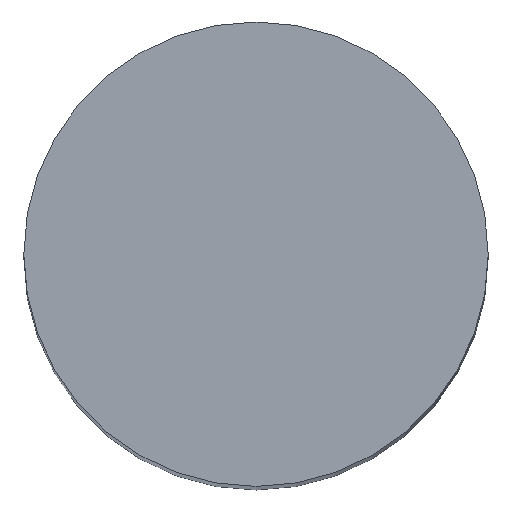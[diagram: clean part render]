
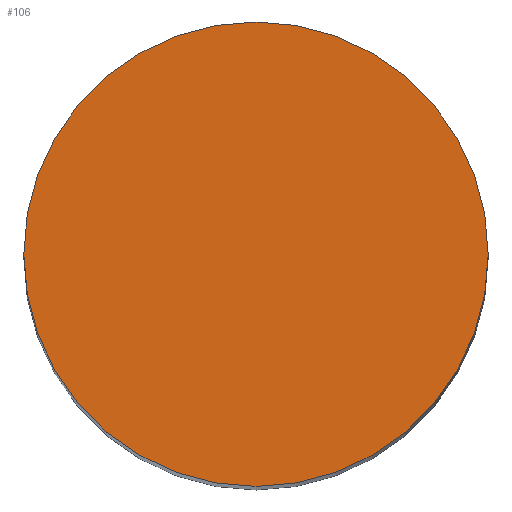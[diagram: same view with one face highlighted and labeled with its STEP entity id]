
A CAD part, top view. The second image highlights one B-rep face of the part: STEP entity #106.
In plain terms, the highlighted planar face has unit normal (0, 0, 1).
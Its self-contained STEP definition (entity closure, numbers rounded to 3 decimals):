
#106=ADVANCED_FACE('240[2]',(#223),#224,.T.);
#119=EDGE_CURVE('240[2]',#243,#243,#244,.T.);
#223=FACE_OUTER_BOUND('',#366,.T.);
#224=PLANE('',#367);
#243=VERTEX_POINT('',#392);
#244=CIRCLE('',#393,8.);
#366=EDGE_LOOP('',(#501));
#367=AXIS2_PLACEMENT_3D('',#502,#503,#504);
#392=CARTESIAN_POINT('',(0.,8.,0.));
#393=AXIS2_PLACEMENT_3D('',#523,#524,#525);
#501=ORIENTED_EDGE('',*,*,#119,.F.);
#502=CARTESIAN_POINT('',(0.,4.,0.));
#503=DIRECTION('',(0.,0.,1.0));
#504=DIRECTION('',(0.,-1.0,0.));
#523=CARTESIAN_POINT('',(0.,0.,0.));
#524=DIRECTION('',(0.,0.,-1.0));
#525=DIRECTION('',(0.,1.0,0.));
